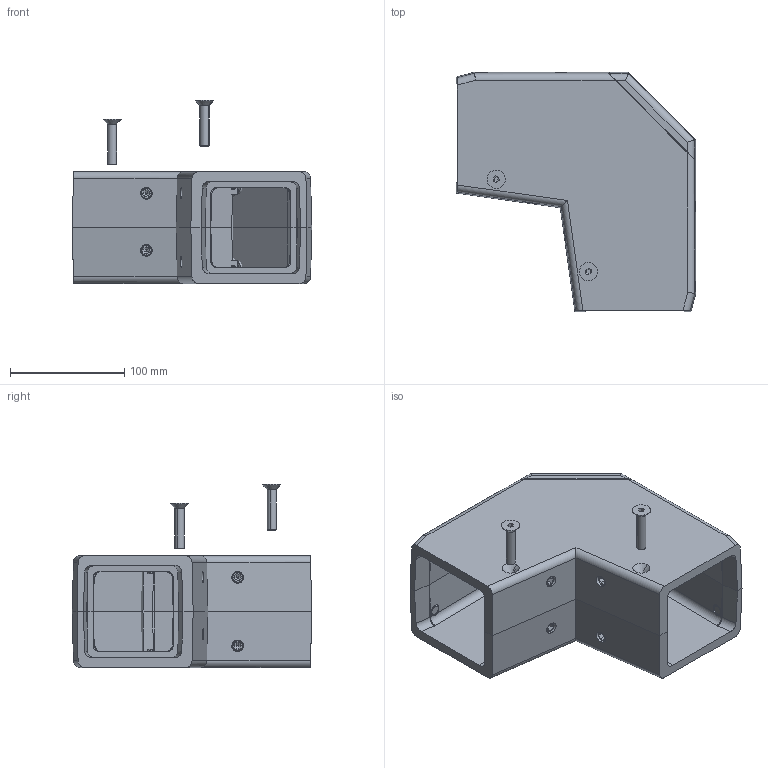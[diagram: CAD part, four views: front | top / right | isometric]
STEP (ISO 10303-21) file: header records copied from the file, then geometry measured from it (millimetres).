
FILE_DESCRIPTION (( 'STEP AP214' ), '1' );
FILE_NAME ('49818000.STEP', '2008-04-04T08:55:09', ( 'baramundi Management Suite Install User' ), ( 'ROSE Systemtechnik GmbH' ), 'SwSTEP 2.0', 'SolidWorks 2008', '' );
FILE_SCHEMA (( 'AUTOMOTIVE_DESIGN' ));
Length unit declared in the file: millimetre
Products named in the file (9): 12645_Standard; 93519_Standard; 82117_Variante1; 93232_Standard; 93220_Standard; 93290_Standard; 82118_Variante1; 12644_Standard; 49818000
Assembly tree (23 placements, depth 2):
  49818000
    93290_Standard  x2
    82118_Variante1
    82117_Variante1  x2
    93519_Standard  x4
    12644_Standard
    93232_Standard  x8
    93220_Standard  x4
    12645_Standard
Bounding box: 210 x 210 x 160.4 mm (x, y, z)
Volume: 1171685.5 mm3; surface area: 287394.2 mm2
Topology: 23 solids, 23 shells, 884 faces, 2042 edges, 1179 vertices
Faces by surface type: plane 468, cylinder 216, cone 132, bspline 40, torus 28
Entity records: 25469 total; most frequent: CARTESIAN_POINT 13266, ORIENTED_EDGE 2648, DIRECTION 2212, EDGE_CURVE 1324, VERTEX_POINT 791, LINE 756, VECTOR 756, AXIS2_PLACEMENT_3D 728
